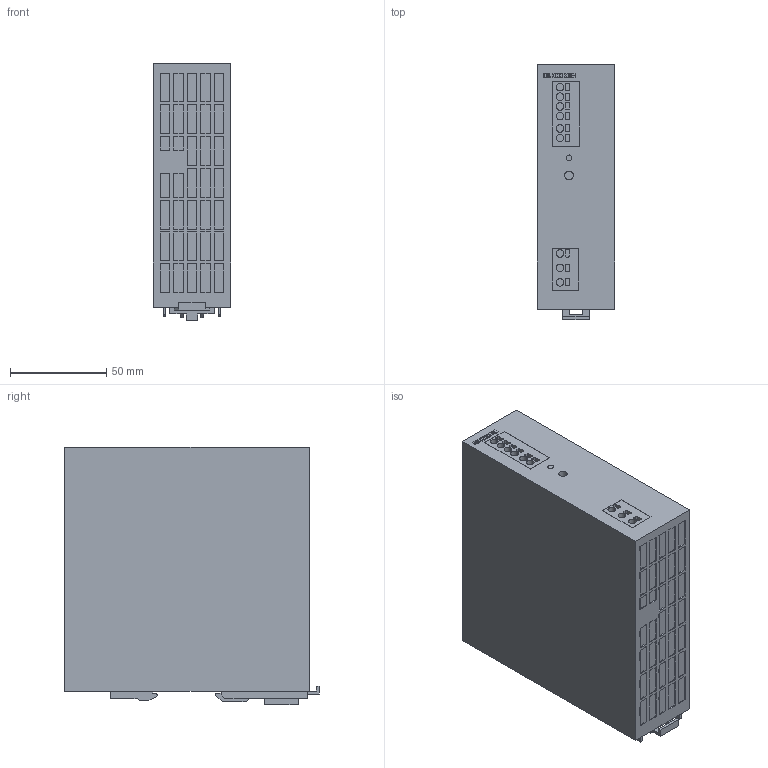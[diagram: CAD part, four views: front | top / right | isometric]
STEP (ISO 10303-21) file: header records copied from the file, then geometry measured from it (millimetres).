
FILE_DESCRIPTION (( 'STEP AP214' ), '1' );
FILE_NAME ('1032391.STEP', '2025-05-08T11:36:17', ( '' ), ( '' ), 'SwSTEP 2.0', 'SolidWorks 2022', '' );
FILE_SCHEMA (( 'AUTOMOTIVE_DESIGN' ));
Length unit declared in the file: millimetre
Products named in the file (1): 1032391
Bounding box: 40 x 132.2 x 133.5 mm (x, y, z)
Volume: 643504 mm3; surface area: 56739.4 mm2
Topology: 1 solids, 1 shells, 749 faces, 1914 edges, 1274 vertices
Faces by surface type: plane 683, cylinder 48, bspline 18
Entity records: 22612 total; most frequent: CARTESIAN_POINT 4382, ORIENTED_EDGE 3828, DIRECTION 3438, EDGE_CURVE 1914, LINE 1782, VECTOR 1782, VERTEX_POINT 1274, EDGE_LOOP 858
